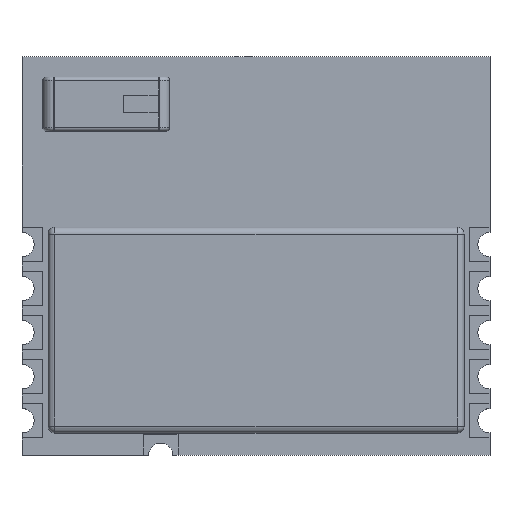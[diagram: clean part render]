
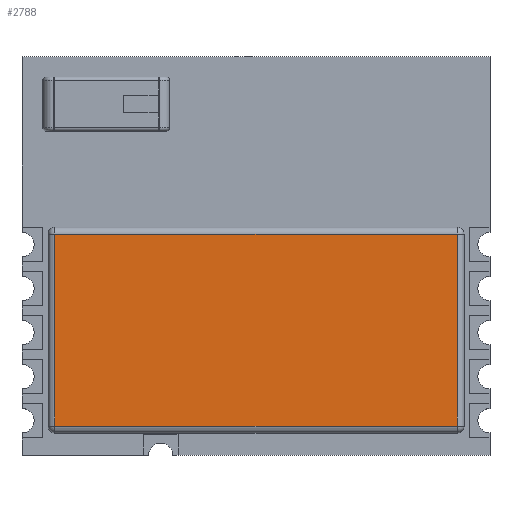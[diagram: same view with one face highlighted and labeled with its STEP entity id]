
A CAD part, top view. The second image highlights one B-rep face of the part: STEP entity #2788.
In plain terms, the highlighted planar face has unit normal (0, 0, 1).
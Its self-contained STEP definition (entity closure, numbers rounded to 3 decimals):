
#2788 = ADVANCED_FACE('',(#2789),#2823,.T.);
#2789 = FACE_BOUND('',#2790,.T.);
#2790 = EDGE_LOOP('',(#2791,#2801,#2809,#2817));
#2791 = ORIENTED_EDGE('',*,*,#2792,.T.);
#2792 = EDGE_CURVE('',#2793,#2795,#2797,.T.);
#2793 = VERTEX_POINT('',#2794);
#2794 = CARTESIAN_POINT('',(-5.8,-2.708,2.1));
#2795 = VERTEX_POINT('',#2796);
#2796 = CARTESIAN_POINT('',(5.8,-2.708,2.1));
#2797 = LINE('',#2798,#2799);
#2798 = CARTESIAN_POINT('',(6.,-2.708,2.1));
#2799 = VECTOR('',#2800,1.);
#2800 = DIRECTION('',(1.,0.,0.));
#2801 = ORIENTED_EDGE('',*,*,#2802,.T.);
#2802 = EDGE_CURVE('',#2795,#2803,#2805,.T.);
#2803 = VERTEX_POINT('',#2804);
#2804 = CARTESIAN_POINT('',(5.8,2.83,2.1));
#2805 = LINE('',#2806,#2807);
#2806 = CARTESIAN_POINT('',(5.8,3.03,2.1));
#2807 = VECTOR('',#2808,1.);
#2808 = DIRECTION('',(0.,1.,0.));
#2809 = ORIENTED_EDGE('',*,*,#2810,.T.);
#2810 = EDGE_CURVE('',#2803,#2811,#2813,.T.);
#2811 = VERTEX_POINT('',#2812);
#2812 = CARTESIAN_POINT('',(-5.8,2.83,2.1));
#2813 = LINE('',#2814,#2815);
#2814 = CARTESIAN_POINT('',(-6.,2.83,2.1));
#2815 = VECTOR('',#2816,1.);
#2816 = DIRECTION('',(-1.,0.,0.));
#2817 = ORIENTED_EDGE('',*,*,#2818,.T.);
#2818 = EDGE_CURVE('',#2811,#2793,#2819,.T.);
#2819 = LINE('',#2820,#2821);
#2820 = CARTESIAN_POINT('',(-5.8,-2.908,2.1));
#2821 = VECTOR('',#2822,1.);
#2822 = DIRECTION('',(0.,-1.,0.));
#2823 = PLANE('',#2824);
#2824 = AXIS2_PLACEMENT_3D('',#2825,#2826,#2827);
#2825 = CARTESIAN_POINT('',(0.,2.2,2.1));
#2826 = DIRECTION('',(0.,0.,1.));
#2827 = DIRECTION('',(0.,-1.,0.));
